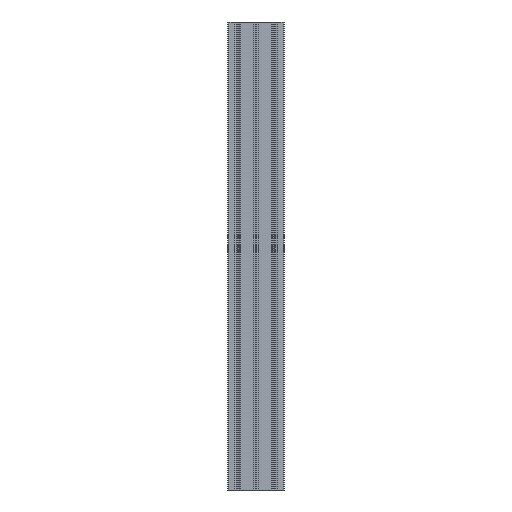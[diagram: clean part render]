
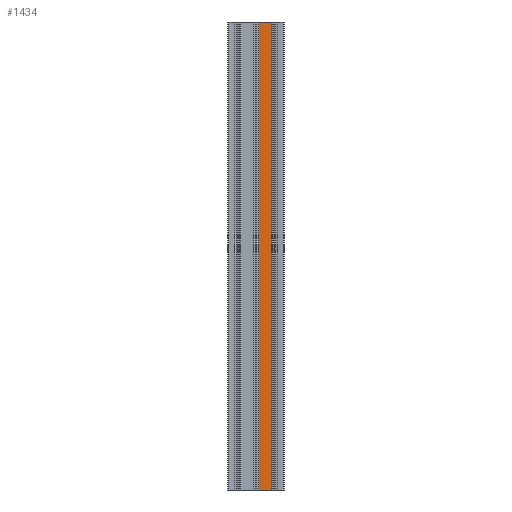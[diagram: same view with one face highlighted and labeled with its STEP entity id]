
A CAD part, left-side view. The second image highlights one B-rep face of the part: STEP entity #1434.
In plain terms, the highlighted planar face has unit normal (-1, 0, 0).
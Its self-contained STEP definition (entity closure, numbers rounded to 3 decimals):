
#290 = VECTOR ( 'NONE', #7477, 1000. ) ;
#579 = CARTESIAN_POINT ( 'NONE',  ( -20., 0., 1000. ) ) ;
#590 = CARTESIAN_POINT ( 'NONE',  ( -20., -73.9, 1000. ) ) ;
#895 = DIRECTION ( 'NONE',  ( 0., 0., -1. ) ) ;
#1037 = LINE ( 'NONE', #2629, #10128 ) ;
#1434 = ADVANCED_FACE ( 'NONE', ( #7168 ), #5907, .T. ) ;
#1505 = DIRECTION ( 'NONE',  ( -1., 0., 0. ) ) ;
#1818 = CARTESIAN_POINT ( 'NONE',  ( -20., -73.9, 0. ) ) ;
#2110 = ORIENTED_EDGE ( 'NONE', *, *, #7559, .T. ) ;
#2629 = CARTESIAN_POINT ( 'NONE',  ( -20., 0., 1000. ) ) ;
#2814 = EDGE_LOOP ( 'NONE', ( #5205, #6702, #2110, #3630 ) ) ;
#3088 = LINE ( 'NONE', #6210, #5157 ) ;
#3630 = ORIENTED_EDGE ( 'NONE', *, *, #9109, .T. ) ;
#4463 = VERTEX_POINT ( 'NONE', #1818 ) ;
#5157 = VECTOR ( 'NONE', #5322, 1000. ) ;
#5205 = ORIENTED_EDGE ( 'NONE', *, *, #7596, .F. ) ;
#5276 = LINE ( 'NONE', #9252, #290 ) ;
#5322 = DIRECTION ( 'NONE',  ( 0., 1., 0. ) ) ;
#5477 = CARTESIAN_POINT ( 'NONE',  ( -20., -46.1, 0. ) ) ;
#5660 = VERTEX_POINT ( 'NONE', #590 ) ;
#5907 = PLANE ( 'NONE',  #10119 ) ;
#5972 = LINE ( 'NONE', #7058, #8052 ) ;
#6059 = VERTEX_POINT ( 'NONE', #9940 ) ;
#6210 = CARTESIAN_POINT ( 'NONE',  ( -20., 0., 0. ) ) ;
#6702 = ORIENTED_EDGE ( 'NONE', *, *, #9400, .F. ) ;
#7058 = CARTESIAN_POINT ( 'NONE',  ( -20., -46.1, 1000. ) ) ;
#7168 = FACE_OUTER_BOUND ( 'NONE', #2814, .T. ) ;
#7477 = DIRECTION ( 'NONE',  ( 0., 0., -1. ) ) ;
#7559 = EDGE_CURVE ( 'NONE', #5660, #6059, #1037, .T. ) ;
#7596 = EDGE_CURVE ( 'NONE', #4463, #8840, #3088, .T. ) ;
#7675 = DIRECTION ( 'NONE',  ( 0., 0., 1. ) ) ;
#8052 = VECTOR ( 'NONE', #895, 1000. ) ;
#8840 = VERTEX_POINT ( 'NONE', #5477 ) ;
#9109 = EDGE_CURVE ( 'NONE', #6059, #8840, #5972, .T. ) ;
#9252 = CARTESIAN_POINT ( 'NONE',  ( -20., -73.9, 1000. ) ) ;
#9400 = EDGE_CURVE ( 'NONE', #5660, #4463, #5276, .T. ) ;
#9668 = DIRECTION ( 'NONE',  ( 0., 1., 0. ) ) ;
#9940 = CARTESIAN_POINT ( 'NONE',  ( -20., -46.1, 1000. ) ) ;
#10119 = AXIS2_PLACEMENT_3D ( 'NONE', #579, #1505, #7675 ) ;
#10128 = VECTOR ( 'NONE', #9668, 1000. ) ;
